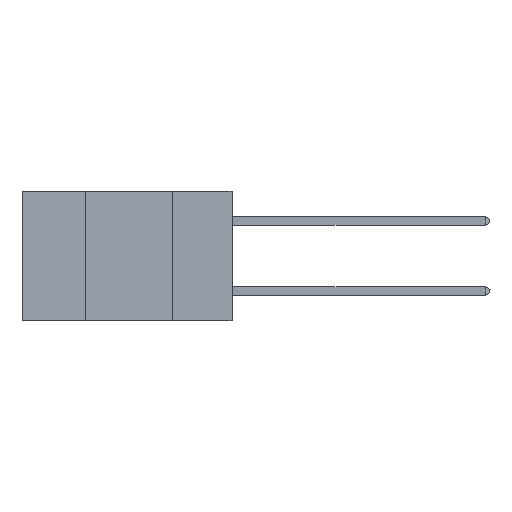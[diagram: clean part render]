
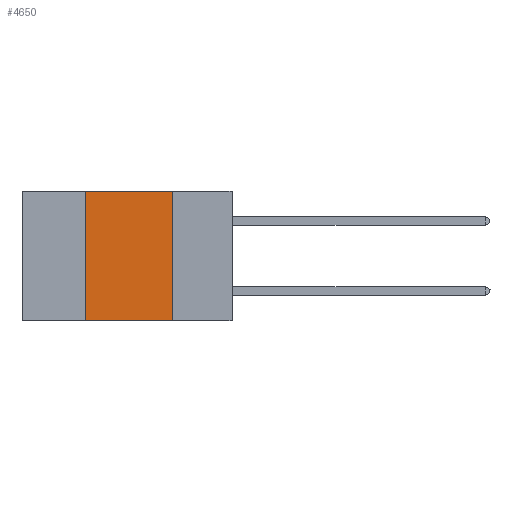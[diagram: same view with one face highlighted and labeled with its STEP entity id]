
A CAD part, left-side view. The second image highlights one B-rep face of the part: STEP entity #4650.
In plain terms, the highlighted planar face has unit normal (-1, 0, 0).
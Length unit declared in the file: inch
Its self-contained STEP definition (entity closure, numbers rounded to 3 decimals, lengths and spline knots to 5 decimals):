
#1760 = CARTESIAN_POINT ( 'NONE',  ( 0., 0.6, -0.37 ) ) ;
#2892 = CARTESIAN_POINT ( 'NONE',  ( 0., 0.17, -0.37 ) ) ;
#3669 = DIRECTION ( 'NONE',  ( 0., -1., 0. ) ) ;
#3672 = ORIENTED_EDGE ( 'NONE', *, *, #7284, .F. ) ;
#3754 = CARTESIAN_POINT ( 'NONE',  ( 0., 0.17, 0. ) ) ;
#3971 = DIRECTION ( 'NONE',  ( 0., 0., -1. ) ) ;
#4650 = ADVANCED_FACE ( 'NONE', ( #17400 ), #8180, .F. ) ;
#6347 = DIRECTION ( 'NONE',  ( 0., 0., 1. ) ) ;
#7284 = EDGE_CURVE ( 'NONE', #17653, #20871, #14148, .T. ) ;
#8180 = PLANE ( 'NONE',  #18431 ) ;
#8331 = LINE ( 'NONE', #25983, #10733 ) ;
#9028 = CARTESIAN_POINT ( 'NONE',  ( 0., 0.42, 0. ) ) ;
#10097 = EDGE_CURVE ( 'NONE', #17608, #27675, #23156, .T. ) ;
#10261 = EDGE_CURVE ( 'NONE', #17653, #27675, #15688, .T. ) ;
#10733 = VECTOR ( 'NONE', #10805, 39.37008 ) ;
#10805 = DIRECTION ( 'NONE',  ( 0., -1., 0. ) ) ;
#13409 = EDGE_LOOP ( 'NONE', ( #16247, #19286, #3672, #27021 ) ) ;
#14148 = LINE ( 'NONE', #23724, #17525 ) ;
#15688 = LINE ( 'NONE', #1760, #17030 ) ;
#16247 = ORIENTED_EDGE ( 'NONE', *, *, #10097, .F. ) ;
#16332 = VECTOR ( 'NONE', #20452, 39.37008 ) ;
#17030 = VECTOR ( 'NONE', #3669, 39.37008 ) ;
#17145 = DIRECTION ( 'NONE',  ( 1., 0., 0. ) ) ;
#17400 = FACE_OUTER_BOUND ( 'NONE', #13409, .T. ) ;
#17525 = VECTOR ( 'NONE', #6347, 39.37008 ) ;
#17608 = VERTEX_POINT ( 'NONE', #3754 ) ;
#17653 = VERTEX_POINT ( 'NONE', #26331 ) ;
#18431 = AXIS2_PLACEMENT_3D ( 'NONE', #19252, #17145, #3971 ) ;
#19252 = CARTESIAN_POINT ( 'NONE',  ( 0., 0.6, 0. ) ) ;
#19286 = ORIENTED_EDGE ( 'NONE', *, *, #21252, .F. ) ;
#20452 = DIRECTION ( 'NONE',  ( 0., 0., -1. ) ) ;
#20871 = VERTEX_POINT ( 'NONE', #9028 ) ;
#21252 = EDGE_CURVE ( 'NONE', #20871, #17608, #8331, .T. ) ;
#23156 = LINE ( 'NONE', #25141, #16332 ) ;
#23724 = CARTESIAN_POINT ( 'NONE',  ( 0., 0.42, 0. ) ) ;
#25141 = CARTESIAN_POINT ( 'NONE',  ( 0., 0.17, 0. ) ) ;
#25983 = CARTESIAN_POINT ( 'NONE',  ( 0., 0.6, 0. ) ) ;
#26331 = CARTESIAN_POINT ( 'NONE',  ( 0., 0.42, -0.37 ) ) ;
#27021 = ORIENTED_EDGE ( 'NONE', *, *, #10261, .T. ) ;
#27675 = VERTEX_POINT ( 'NONE', #2892 ) ;
